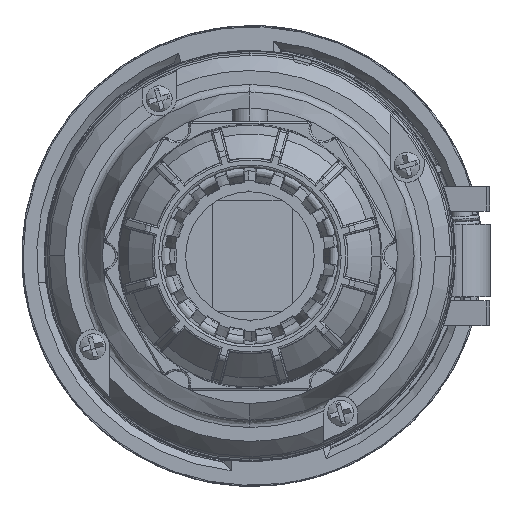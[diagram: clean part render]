
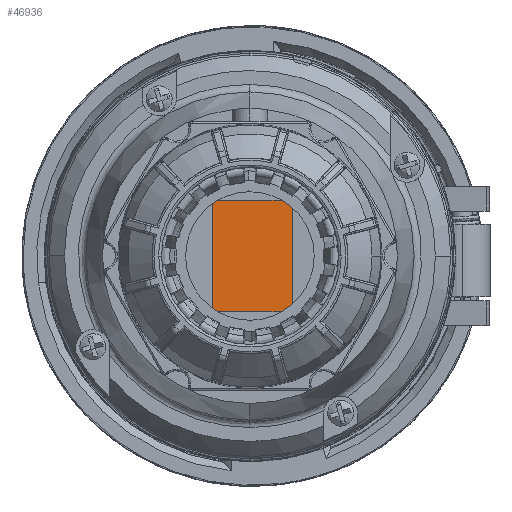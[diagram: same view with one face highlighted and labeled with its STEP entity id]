
A CAD part, front view. The second image highlights one B-rep face of the part: STEP entity #46936.
In plain terms, the highlighted planar face has unit normal (0, 1, 0).
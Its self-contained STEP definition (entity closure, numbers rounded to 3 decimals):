
#937 = LINE ( 'NONE', #54305, #65584 ) ;
#5124 = EDGE_LOOP ( 'NONE', ( #35217, #24927, #65887, #68213 ) ) ;
#12656 = CARTESIAN_POINT ( 'NONE',  ( 11.399, 15.172, -15. ) ) ;
#17190 = VERTEX_POINT ( 'NONE', #58017 ) ;
#18530 = VERTEX_POINT ( 'NONE', #23072 ) ;
#20320 = DIRECTION ( 'NONE',  ( -1., 0., 0. ) ) ;
#21272 = CARTESIAN_POINT ( 'NONE',  ( -10.101, 15.172, -15. ) ) ;
#21810 = LINE ( 'NONE', #42957, #22286 ) ;
#22286 = VECTOR ( 'NONE', #31343, 1000. ) ;
#23072 = CARTESIAN_POINT ( 'NONE',  ( -10.101, 15.172, -15. ) ) ;
#24927 = ORIENTED_EDGE ( 'NONE', *, *, #37798, .T. ) ;
#25611 = FACE_OUTER_BOUND ( 'NONE', #5124, .T. ) ;
#29100 = EDGE_CURVE ( 'NONE', #18530, #17190, #63402, .T. ) ;
#29828 = VECTOR ( 'NONE', #53942, 1000. ) ;
#31343 = DIRECTION ( 'NONE',  ( 0., 0., -1. ) ) ;
#33961 = EDGE_CURVE ( 'NONE', #17190, #67932, #937, .T. ) ;
#35217 = ORIENTED_EDGE ( 'NONE', *, *, #33961, .T. ) ;
#36559 = VECTOR ( 'NONE', #57643, 1000. ) ;
#37798 = EDGE_CURVE ( 'NONE', #67932, #60939, #21810, .T. ) ;
#39860 = AXIS2_PLACEMENT_3D ( 'NONE', #57897, #58248, #20320 ) ;
#40515 = CARTESIAN_POINT ( 'NONE',  ( 11.399, 15.172, -15. ) ) ;
#41877 = LINE ( 'NONE', #40515, #36559 ) ;
#42957 = CARTESIAN_POINT ( 'NONE',  ( 11.399, 15.172, 15. ) ) ;
#46936 = ADVANCED_FACE ( 'NONE', ( #25611 ), #68457, .T. ) ;
#49402 = DIRECTION ( 'NONE',  ( 1., 0., 0. ) ) ;
#53934 = EDGE_CURVE ( 'NONE', #60939, #18530, #41877, .T. ) ;
#53942 = DIRECTION ( 'NONE',  ( 0., 0., 1. ) ) ;
#54305 = CARTESIAN_POINT ( 'NONE',  ( -10.101, 15.172, 15. ) ) ;
#57643 = DIRECTION ( 'NONE',  ( -1., 0., 0. ) ) ;
#57897 = CARTESIAN_POINT ( 'NONE',  ( 0.649, 15.172, 0. ) ) ;
#58017 = CARTESIAN_POINT ( 'NONE',  ( -10.101, 15.172, 15. ) ) ;
#58248 = DIRECTION ( 'NONE',  ( 0., 1., 0. ) ) ;
#60939 = VERTEX_POINT ( 'NONE', #12656 ) ;
#62175 = CARTESIAN_POINT ( 'NONE',  ( 11.399, 15.172, 15. ) ) ;
#63402 = LINE ( 'NONE', #21272, #29828 ) ;
#65584 = VECTOR ( 'NONE', #49402, 1000. ) ;
#65887 = ORIENTED_EDGE ( 'NONE', *, *, #53934, .T. ) ;
#67932 = VERTEX_POINT ( 'NONE', #62175 ) ;
#68213 = ORIENTED_EDGE ( 'NONE', *, *, #29100, .T. ) ;
#68457 = PLANE ( 'NONE',  #39860 ) ;
